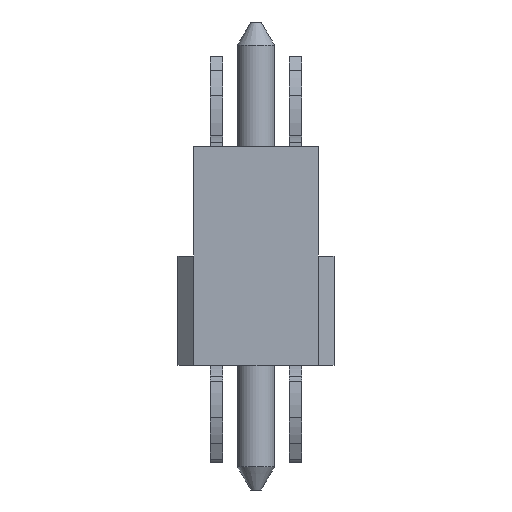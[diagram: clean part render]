
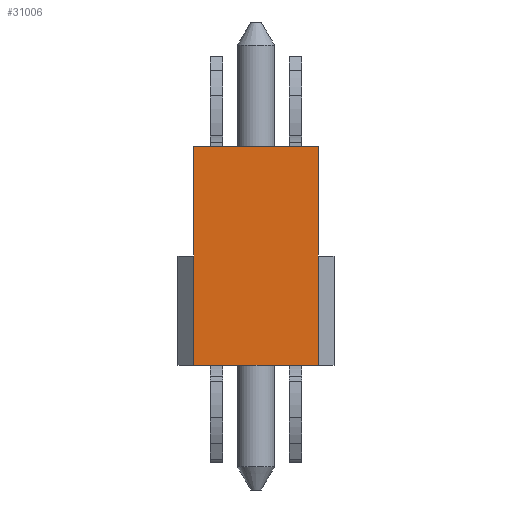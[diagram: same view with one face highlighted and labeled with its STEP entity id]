
A CAD part, left-side view. The second image highlights one B-rep face of the part: STEP entity #31006.
In plain terms, the highlighted planar face has unit normal (-1, 0, 0).
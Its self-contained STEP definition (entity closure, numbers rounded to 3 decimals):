
#4625=FACE_OUTER_BOUND('',#6238,.T.);
#6238=EDGE_LOOP('',(#28127,#28128,#28129,#28130,#28131,#28132));
#9097=LINE('',#53476,#11808);
#9099=LINE('',#53481,#11810);
#9111=LINE('',#53540,#11822);
#9112=LINE('',#53542,#11823);
#9113=LINE('',#53544,#11824);
#9114=LINE('',#53545,#11825);
#11808=VECTOR('',#44140,1000.);
#11810=VECTOR('',#44144,1000.);
#11822=VECTOR('',#44214,1000.);
#11823=VECTOR('',#44215,1000.);
#11824=VECTOR('',#44216,1000.);
#11825=VECTOR('',#44217,1000.);
#14873=VERTEX_POINT('',#53472);
#14874=VERTEX_POINT('',#53474);
#14875=VERTEX_POINT('',#53478);
#14876=VERTEX_POINT('',#53480);
#14895=VERTEX_POINT('',#53541);
#14896=VERTEX_POINT('',#53543);
#19460=EDGE_CURVE('',#14873,#14874,#9097,.T.);
#19462=EDGE_CURVE('',#14876,#14875,#9099,.T.);
#19492=EDGE_CURVE('',#14875,#14873,#9111,.T.);
#19493=EDGE_CURVE('',#14895,#14874,#9112,.F.);
#19494=EDGE_CURVE('',#14896,#14895,#9113,.T.);
#19495=EDGE_CURVE('',#14896,#14876,#9114,.F.);
#28127=ORIENTED_EDGE('',*,*,#19492,.T.);
#28128=ORIENTED_EDGE('',*,*,#19460,.T.);
#28129=ORIENTED_EDGE('',*,*,#19493,.F.);
#28130=ORIENTED_EDGE('',*,*,#19494,.F.);
#28131=ORIENTED_EDGE('',*,*,#19495,.T.);
#28132=ORIENTED_EDGE('',*,*,#19462,.T.);
#29403=PLANE('',#34520);
#31006=ADVANCED_FACE('',(#4625),#29403,.F.);
#34520=AXIS2_PLACEMENT_3D('',#53539,#44212,#44213);
#44140=DIRECTION('',(0.,0.,1.));
#44144=DIRECTION('',(0.,0.,-1.));
#44212=DIRECTION('center_axis',(1.,0.,0.));
#44213=DIRECTION('ref_axis',(0.,1.,0.));
#44214=DIRECTION('',(0.,-1.,0.));
#44215=DIRECTION('',(0.,0.,1.));
#44216=DIRECTION('',(0.,-1.,0.));
#44217=DIRECTION('',(0.,0.,1.));
#53472=CARTESIAN_POINT('',(-20.32,-2.,0.));
#53474=CARTESIAN_POINT('',(-20.32,-2.,3.5));
#53476=CARTESIAN_POINT('',(-20.32,-2.,7.));
#53478=CARTESIAN_POINT('',(-20.32,2.,0.));
#53480=CARTESIAN_POINT('',(-20.32,2.,3.5));
#53481=CARTESIAN_POINT('',(-20.32,2.,7.));
#53539=CARTESIAN_POINT('Origin',(-20.32,-2.5,7.));
#53540=CARTESIAN_POINT('',(-20.32,-2.5,0.));
#53541=CARTESIAN_POINT('',(-20.32,-2.,7.));
#53542=CARTESIAN_POINT('',(-20.32,-2.,7.));
#53543=CARTESIAN_POINT('',(-20.32,2.,7.));
#53544=CARTESIAN_POINT('',(-20.32,-2.5,7.));
#53545=CARTESIAN_POINT('',(-20.32,2.,5.5));
